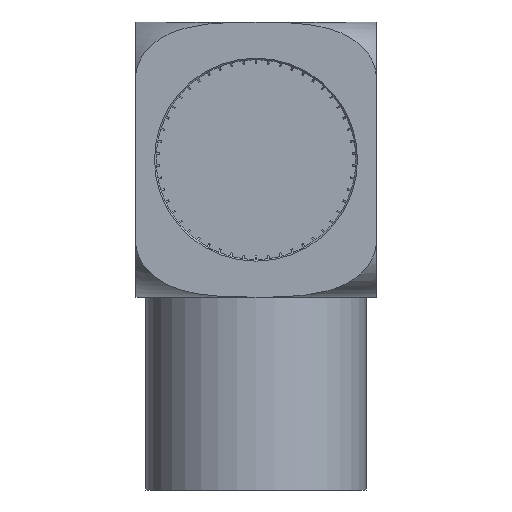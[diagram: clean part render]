
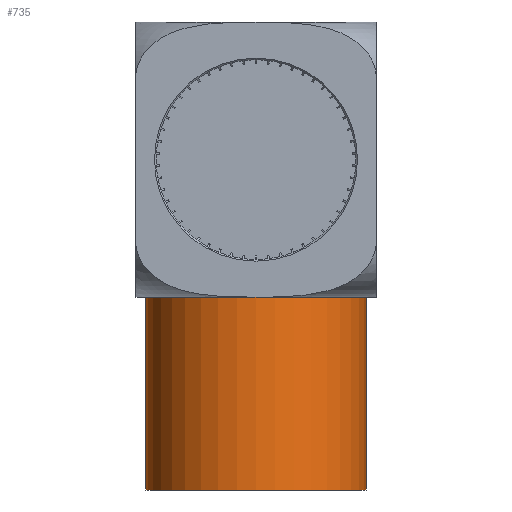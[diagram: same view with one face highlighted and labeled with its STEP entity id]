
A CAD part, left-side view. The second image highlights one B-rep face of the part: STEP entity #735.
In plain terms, the highlighted cylindrical face has radius 1.6 mm (diameter 3.2 mm), a full revolution.
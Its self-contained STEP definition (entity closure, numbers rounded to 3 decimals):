
#735 = ADVANCED_FACE( '', ( #1912, #1913 ), #1914, .T. );
#1912 = FACE_OUTER_BOUND( '', #3598, .T. );
#1913 = FACE_OUTER_BOUND( '', #3599, .T. );
#1914 = CYLINDRICAL_SURFACE( '', #3600, 1.6 );
#3598 = EDGE_LOOP( '', ( #5603 ) );
#3599 = EDGE_LOOP( '', ( #5604 ) );
#3600 = AXIS2_PLACEMENT_3D( '', #5605, #5606, #5607 );
#5603 = ORIENTED_EDGE( '', *, *, #10191, .F. );
#5604 = ORIENTED_EDGE( '', *, *, #10192, .T. );
#5605 = CARTESIAN_POINT( '', ( 0., 0., -2.8 ) );
#5606 = DIRECTION( '', ( 0., 0., -1. ) );
#5607 = DIRECTION( '', ( 1., 0., 0. ) );
#10191 = EDGE_CURVE( '', #12355, #12355, #12356, .T. );
#10192 = EDGE_CURVE( '', #12357, #12357, #12358, .T. );
#12355 = VERTEX_POINT( '', #15574 );
#12356 = CIRCLE( '', #15575, 1.6 );
#12357 = VERTEX_POINT( '', #15576 );
#12358 = CIRCLE( '', #15577, 1.6 );
#15574 = CARTESIAN_POINT( '', ( 1.6, 0., -2.8 ) );
#15575 = AXIS2_PLACEMENT_3D( '', #19152, #19153, #19154 );
#15576 = CARTESIAN_POINT( '', ( 1.6, 0., 0. ) );
#15577 = AXIS2_PLACEMENT_3D( '', #19155, #19156, #19157 );
#19152 = CARTESIAN_POINT( '', ( 0., 0., -2.8 ) );
#19153 = DIRECTION( '', ( 0., 0., -1. ) );
#19154 = DIRECTION( '', ( 1., 0., 0. ) );
#19155 = CARTESIAN_POINT( '', ( 0., 0., 0. ) );
#19156 = DIRECTION( '', ( 0., 0., -1. ) );
#19157 = DIRECTION( '', ( 1., 0., 0. ) );
